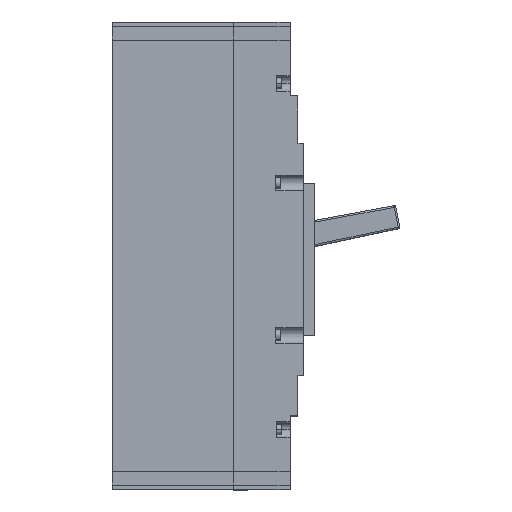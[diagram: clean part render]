
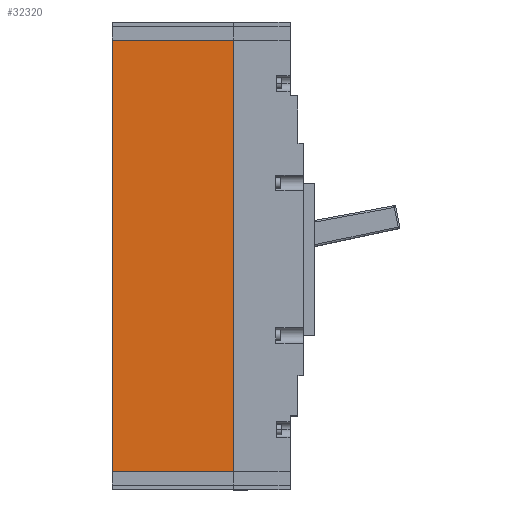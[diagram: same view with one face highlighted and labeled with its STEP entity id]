
A CAD part, top view. The second image highlights one B-rep face of the part: STEP entity #32320.
In plain terms, the highlighted planar face has unit normal (0, 0, 1).
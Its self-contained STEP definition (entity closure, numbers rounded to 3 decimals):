
#1380 = CARTESIAN_POINT ( 'NONE',  ( 70., 0., 91. ) ) ;
#1650 = LINE ( 'NONE', #43947, #30960 ) ;
#2477 = LINE ( 'NONE', #35080, #19522 ) ;
#3929 = CARTESIAN_POINT ( 'NONE',  ( 0., 259.5, 91. ) ) ;
#6986 = VERTEX_POINT ( 'NONE', #11286 ) ;
#7870 = CARTESIAN_POINT ( 'NONE',  ( 70., 10.5, 91. ) ) ;
#9027 = ORIENTED_EDGE ( 'NONE', *, *, #10343, .F. ) ;
#10343 = EDGE_CURVE ( 'NONE', #6986, #38308, #15775, .T. ) ;
#10810 = ORIENTED_EDGE ( 'NONE', *, *, #41275, .T. ) ;
#11286 = CARTESIAN_POINT ( 'NONE',  ( 0., 259.5, 91. ) ) ;
#12498 = DIRECTION ( 'NONE',  ( 1., 0., 0. ) ) ;
#12935 = DIRECTION ( 'NONE',  ( 0., 0., 1. ) ) ;
#13260 = VERTEX_POINT ( 'NONE', #7870 ) ;
#15775 = LINE ( 'NONE', #3929, #43897 ) ;
#18220 = AXIS2_PLACEMENT_3D ( 'NONE', #22640, #12935, #12498 ) ;
#18629 = EDGE_LOOP ( 'NONE', ( #43585, #10810, #9027, #20404 ) ) ;
#19428 = CARTESIAN_POINT ( 'NONE',  ( 0., 10.5, 91. ) ) ;
#19522 = VECTOR ( 'NONE', #21225, 1000. ) ;
#20404 = ORIENTED_EDGE ( 'NONE', *, *, #38781, .T. ) ;
#21225 = DIRECTION ( 'NONE',  ( 0., -1., 0. ) ) ;
#21500 = DIRECTION ( 'NONE',  ( 0., 1., 0. ) ) ;
#22640 = CARTESIAN_POINT ( 'NONE',  ( 0., 0., 91. ) ) ;
#23803 = DIRECTION ( 'NONE',  ( -1., 0., 0. ) ) ;
#23918 = CARTESIAN_POINT ( 'NONE',  ( 70., 259.5, 91. ) ) ;
#26638 = EDGE_CURVE ( 'NONE', #13260, #31165, #1650, .T. ) ;
#30960 = VECTOR ( 'NONE', #23803, 1000. ) ;
#31165 = VERTEX_POINT ( 'NONE', #19428 ) ;
#32320 = ADVANCED_FACE ( 'NONE', ( #42748 ), #42929, .T. ) ;
#33737 = LINE ( 'NONE', #1380, #35304 ) ;
#35080 = CARTESIAN_POINT ( 'NONE',  ( 0., 0., 91. ) ) ;
#35304 = VECTOR ( 'NONE', #21500, 1000. ) ;
#38308 = VERTEX_POINT ( 'NONE', #23918 ) ;
#38781 = EDGE_CURVE ( 'NONE', #6986, #31165, #2477, .T. ) ;
#40909 = DIRECTION ( 'NONE',  ( 1., 0., 0. ) ) ;
#41275 = EDGE_CURVE ( 'NONE', #13260, #38308, #33737, .T. ) ;
#42748 = FACE_OUTER_BOUND ( 'NONE', #18629, .T. ) ;
#42929 = PLANE ( 'NONE',  #18220 ) ;
#43585 = ORIENTED_EDGE ( 'NONE', *, *, #26638, .F. ) ;
#43897 = VECTOR ( 'NONE', #40909, 1000. ) ;
#43947 = CARTESIAN_POINT ( 'NONE',  ( 0., 10.5, 91. ) ) ;
